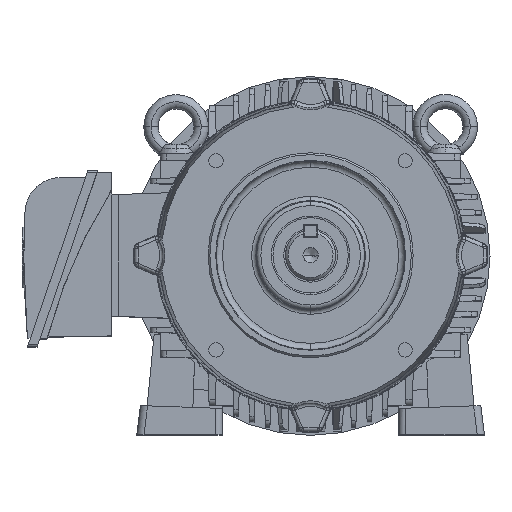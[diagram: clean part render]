
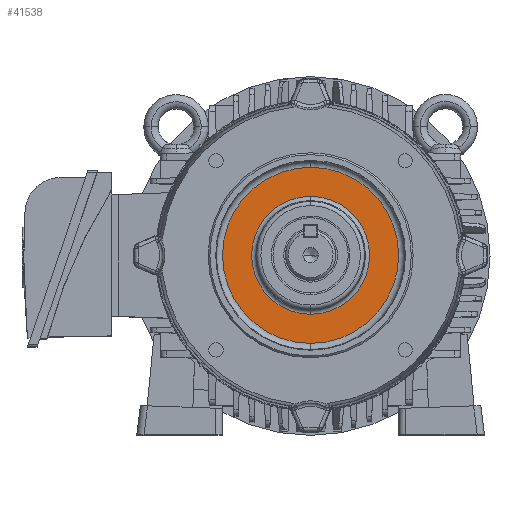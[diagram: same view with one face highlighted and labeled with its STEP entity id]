
A CAD part, top view. The second image highlights one B-rep face of the part: STEP entity #41538.
In plain terms, the highlighted face is planar.
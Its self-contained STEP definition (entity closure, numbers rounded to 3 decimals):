
#614 = FACE_BOUND ( 'NONE', #28537, .T. ) ;
#1517 = VERTEX_POINT ( 'NONE', #16150 ) ;
#1716 = DIRECTION ( 'NONE',  ( 0., 0., -1. ) ) ;
#3866 = CIRCLE ( 'NONE', #29236, 49.102 ) ;
#4332 = ORIENTED_EDGE ( 'NONE', *, *, #15967, .T. ) ;
#4431 = VERTEX_POINT ( 'NONE', #22599 ) ;
#5687 = CARTESIAN_POINT ( 'NONE',  ( 0., 32.888, -1.5 ) ) ;
#6612 = CIRCLE ( 'NONE', #33559, 32.888 ) ;
#7355 = PLANE ( 'NONE',  #22995 ) ;
#8980 = CARTESIAN_POINT ( 'NONE',  ( 0., 0., -1.5 ) ) ;
#9595 = ORIENTED_EDGE ( 'NONE', *, *, #22168, .T. ) ;
#15047 = DIRECTION ( 'NONE',  ( 0., 0., -1. ) ) ;
#15283 = FACE_OUTER_BOUND ( 'NONE', #30746, .T. ) ;
#15967 = EDGE_CURVE ( 'NONE', #4431, #28311, #6612, .T. ) ;
#16150 = CARTESIAN_POINT ( 'NONE',  ( 0., -49.102, -1.5 ) ) ;
#16269 = EDGE_CURVE ( 'NONE', #1517, #25374, #20479, .T. ) ;
#16285 = DIRECTION ( 'NONE',  ( 0., 1., 0. ) ) ;
#19799 = DIRECTION ( 'NONE',  ( 0., 1., 0. ) ) ;
#20479 = CIRCLE ( 'NONE', #45196, 49.102 ) ;
#22168 = EDGE_CURVE ( 'NONE', #25374, #1517, #3866, .T. ) ;
#22599 = CARTESIAN_POINT ( 'NONE',  ( 0., -32.888, -1.5 ) ) ;
#22995 = AXIS2_PLACEMENT_3D ( 'NONE', #44731, #15047, #36523 ) ;
#23529 = DIRECTION ( 'NONE',  ( 0., 0., 1. ) ) ;
#25374 = VERTEX_POINT ( 'NONE', #47247 ) ;
#28311 = VERTEX_POINT ( 'NONE', #5687 ) ;
#28537 = EDGE_LOOP ( 'NONE', ( #37933, #4332 ) ) ;
#29116 = ORIENTED_EDGE ( 'NONE', *, *, #16269, .T. ) ;
#29236 = AXIS2_PLACEMENT_3D ( 'NONE', #39058, #1716, #42219 ) ;
#29290 = DIRECTION ( 'NONE',  ( 0., 1., 0. ) ) ;
#29533 = CARTESIAN_POINT ( 'NONE',  ( 0., 0., -1.5 ) ) ;
#30746 = EDGE_LOOP ( 'NONE', ( #9595, #29116 ) ) ;
#33559 = AXIS2_PLACEMENT_3D ( 'NONE', #38728, #23529, #16285 ) ;
#34762 = DIRECTION ( 'NONE',  ( 0., 0., 1. ) ) ;
#36523 = DIRECTION ( 'NONE',  ( 0., 1., 0. ) ) ;
#36676 = AXIS2_PLACEMENT_3D ( 'NONE', #8980, #34762, #19799 ) ;
#37436 = CIRCLE ( 'NONE', #36676, 32.888 ) ;
#37933 = ORIENTED_EDGE ( 'NONE', *, *, #38204, .T. ) ;
#38204 = EDGE_CURVE ( 'NONE', #28311, #4431, #37436, .T. ) ;
#38728 = CARTESIAN_POINT ( 'NONE',  ( 0., 0., -1.5 ) ) ;
#39058 = CARTESIAN_POINT ( 'NONE',  ( 0., 0., -1.5 ) ) ;
#40408 = DIRECTION ( 'NONE',  ( 0., 0., -1. ) ) ;
#41538 = ADVANCED_FACE ( 'NONE', ( #614, #15283 ), #7355, .T. ) ;
#42219 = DIRECTION ( 'NONE',  ( 0., 1., 0. ) ) ;
#44731 = CARTESIAN_POINT ( 'NONE',  ( 0., 31.138, -1.5 ) ) ;
#45196 = AXIS2_PLACEMENT_3D ( 'NONE', #29533, #40408, #29290 ) ;
#47247 = CARTESIAN_POINT ( 'NONE',  ( 0., 49.102, -1.5 ) ) ;
